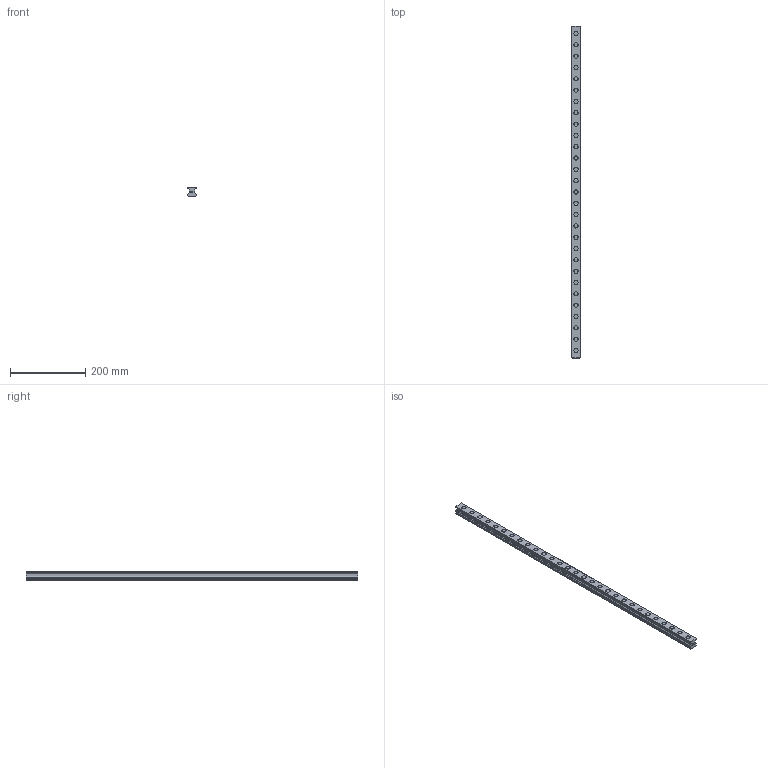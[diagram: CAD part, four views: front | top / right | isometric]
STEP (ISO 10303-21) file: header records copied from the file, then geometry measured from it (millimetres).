
FILE_DESCRIPTION(('STEP AP214'),'1');
FILE_NAME('cctmp_4679E4C5-E00B-40D0-B4C5-9A158A5B2CAF_2021_03_11_09_38_42_0955..stp','2021-03-11T08:38:43',('HIWIN GmbH'),('CADClick - www.CADClick.com'),'Spatial InterOp 3D',' ','unknown authorization');
FILE_SCHEMA(('AUTOMOTIVE_DESIGN'));
Length unit declared in the file: millimetre
Products named in the file (1): RGR25R880H_FILE
Bounding box: 23 x 880 x 23.6 mm (x, y, z)
Volume: 353339.8 mm3; surface area: 109592.4 mm2
Topology: 1 solids, 1 shells, 378 faces, 855 edges, 570 vertices
Faces by surface type: cylinder 192, plane 186
Entity records: 13771 total; most frequent: DIRECTION 1997, CARTESIAN_POINT 1804, ORIENTED_EDGE 1710, EDGE_CURVE 855, AXIS2_PLACEMENT_3D 763, VERTEX_POINT 570, LINE 471, VECTOR 471
